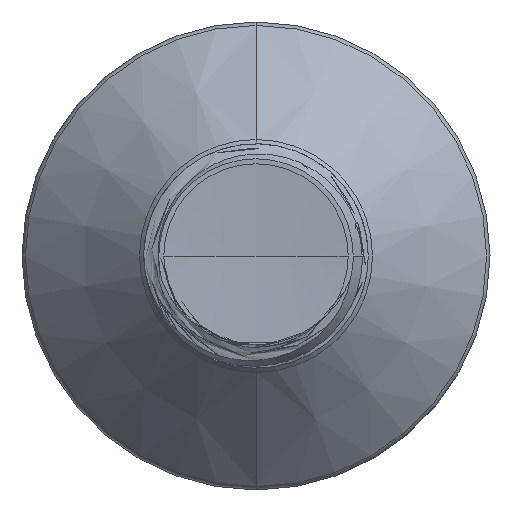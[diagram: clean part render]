
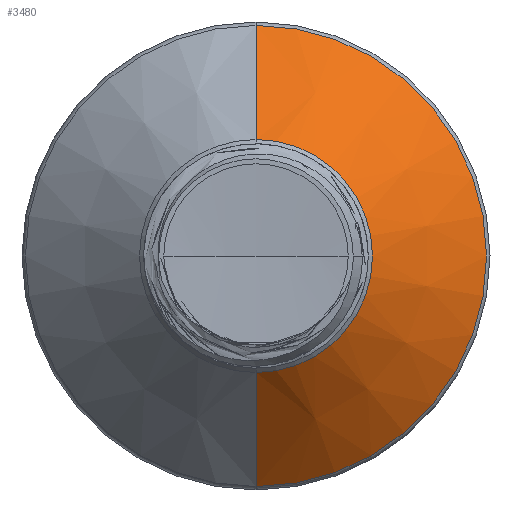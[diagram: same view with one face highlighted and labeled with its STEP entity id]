
A CAD part, front view. The second image highlights one B-rep face of the part: STEP entity #3480.
In plain terms, the highlighted conical face has half-angle 45 degrees and reference radius 1.817 mm.
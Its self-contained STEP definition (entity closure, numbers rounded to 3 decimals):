
#456 = EDGE_LOOP ( 'NONE', ( #3615, #3633, #3655, #3676 ) ) ;
#876 = EDGE_CURVE ( 'NONE', #7269, #5641, #16445, .T. ) ;
#1924 = CARTESIAN_POINT ( 'NONE',  ( 0., 8.718, 3.596 ) ) ;
#3480 = ADVANCED_FACE ( 'NONE', ( #15248 ), #10115, .T. ) ;
#3605 = DIRECTION ( 'NONE',  ( 0., 1., 0. ) ) ;
#3615 = ORIENTED_EDGE ( 'NONE', *, *, #10695, .T. ) ;
#3633 = ORIENTED_EDGE ( 'NONE', *, *, #876, .T. ) ;
#3655 = ORIENTED_EDGE ( 'NONE', *, *, #17973, .F. ) ;
#3665 = DIRECTION ( 'NONE',  ( 0., 0.707, 0.707 ) ) ;
#3676 = ORIENTED_EDGE ( 'NONE', *, *, #8637, .F. ) ;
#3821 = VECTOR ( 'NONE', #17491, 1000. ) ;
#4054 = AXIS2_PLACEMENT_3D ( 'NONE', #14108, #3605, #15713 ) ;
#5641 = VERTEX_POINT ( 'NONE', #17861 ) ;
#6819 = VECTOR ( 'NONE', #3665, 1000. ) ;
#6967 = CIRCLE ( 'NONE', #15041, 3.596 ) ;
#7269 = VERTEX_POINT ( 'NONE', #12769 ) ;
#8637 = EDGE_CURVE ( 'NONE', #15591, #11809, #11472, .T. ) ;
#9720 = DIRECTION ( 'NONE',  ( 0., 1., 0. ) ) ;
#10115 = CONICAL_SURFACE ( 'NONE', #11388, 1.817, 0.785 ) ;
#10695 = EDGE_CURVE ( 'NONE', #15591, #7269, #19969, .T. ) ;
#11388 = AXIS2_PLACEMENT_3D ( 'NONE', #14795, #14869, #14602 ) ;
#11472 = LINE ( 'NONE', #18704, #6819 ) ;
#11809 = VERTEX_POINT ( 'NONE', #1924 ) ;
#12769 = CARTESIAN_POINT ( 'NONE',  ( 0., 6.939, -1.817 ) ) ;
#14108 = CARTESIAN_POINT ( 'NONE',  ( 0., 6.939, 0. ) ) ;
#14602 = DIRECTION ( 'NONE',  ( 0., 0., 1. ) ) ;
#14795 = CARTESIAN_POINT ( 'NONE',  ( 0., 6.939, 0. ) ) ;
#14869 = DIRECTION ( 'NONE',  ( 0., 1., 0. ) ) ;
#15041 = AXIS2_PLACEMENT_3D ( 'NONE', #19351, #9720, #20684 ) ;
#15248 = FACE_OUTER_BOUND ( 'NONE', #456, .T. ) ;
#15591 = VERTEX_POINT ( 'NONE', #17476 ) ;
#15713 = DIRECTION ( 'NONE',  ( 0., 0., 1. ) ) ;
#16445 = LINE ( 'NONE', #17516, #3821 ) ;
#17476 = CARTESIAN_POINT ( 'NONE',  ( 0., 6.939, 1.817 ) ) ;
#17491 = DIRECTION ( 'NONE',  ( 0., 0.707, -0.707 ) ) ;
#17516 = CARTESIAN_POINT ( 'NONE',  ( 0., 6.939, -1.817 ) ) ;
#17861 = CARTESIAN_POINT ( 'NONE',  ( 0., 8.718, -3.596 ) ) ;
#17973 = EDGE_CURVE ( 'NONE', #11809, #5641, #6967, .T. ) ;
#18704 = CARTESIAN_POINT ( 'NONE',  ( 0., 6.939, 1.817 ) ) ;
#19351 = CARTESIAN_POINT ( 'NONE',  ( 0., 8.718, 0. ) ) ;
#19969 = CIRCLE ( 'NONE', #4054, 1.817 ) ;
#20684 = DIRECTION ( 'NONE',  ( 0., 0., 1. ) ) ;
